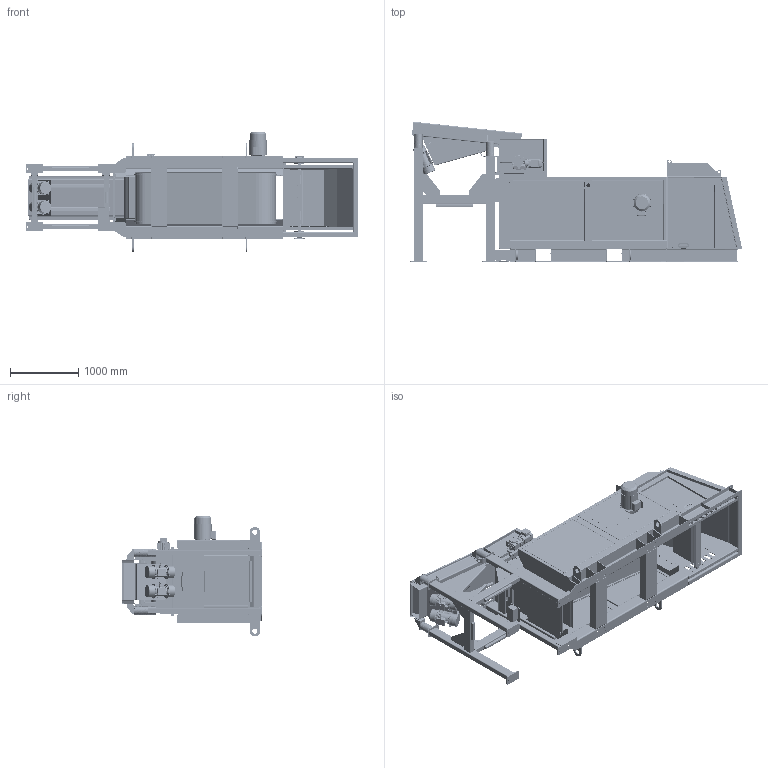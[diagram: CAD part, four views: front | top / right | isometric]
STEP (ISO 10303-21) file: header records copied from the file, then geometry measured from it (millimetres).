
FILE_DESCRIPTION(/* description */ ('REC MASTER'),/* implementation_level */ '2;1');
FILE_NAME(/* name */ 'E0139652.stp',/* time_stamp */ '2021-02-17T13:46:40+01:00',/* author */ ('tt'),/* organization */ (''),/* preprocessor_version */ 'ST-DEVELOPER v18.1',/* originating_system */ 'Autodesk Inventor 2021',/* authorisation */ '');
FILE_SCHEMA (('AUTOMOTIVE_DESIGN { 1 0 10303 214 3 1 1 }'));
Products named in the file (18): E0126747; E0116584; E0126660; E0126673; E0116490; E0126733; E0134792; E0126718; MH05503701; E0126708; E0127577; E0127575; E0127578; E0127579; E0127576; E0126697; MX00000082; E0126645
Assembly tree (17 placements, depth 2):
  E0126747
    E0116584
    E0126660
    E0126673
    E0116490
    E0126733
    E0134792
    E0126718
    MH05503701
    E0126708
    E0127577
    E0127575
    E0127578
    E0127579
    E0127576
    E0126697
    MX00000082
    E0126645
Bounding box: 4866.55 x 2058.78 x 1767.1 mm (x, y, z)
Volume: 319999398.8 mm3; surface area: 78818373.8 mm2
Topology: 35 solids, 47 shells, 8276 faces, 21514 edges, 13096 vertices
Faces by surface type: plane 3445, cylinder 2998, bspline 1184, torus 463, cone 98, sphere 88
Full cylindrical faces by diameter (mm): 6.6 x4, 6.75 x10, 8 x18, 8.5 x8, 9 x6, 9.8 x34, 10 x42, 10.5 x1, 11 x13, 12 x18, 14 x6, 15 x28, 20 x1, 23 x2, 28 x1, 30 x1, 32 x2, 35 x4, 38 x1, 40 x5, 50 x1, 52 x1, 55 x2, 65 x1, 75 x4, 115 x1, 119.7 x40, 120 x2, 120.1 x40, 130 x3
Entity records: 450676 total; most frequent: CARTESIAN_POINT 242308, ORIENTED_EDGE 42740, DIRECTION 41556, EDGE_CURVE 21370, AXIS2_PLACEMENT_3D 15052, VERTEX_POINT 13108, LINE 11452, VECTOR 11452
